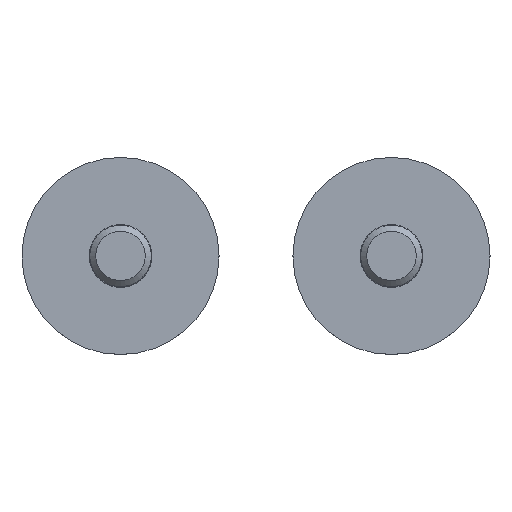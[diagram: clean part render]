
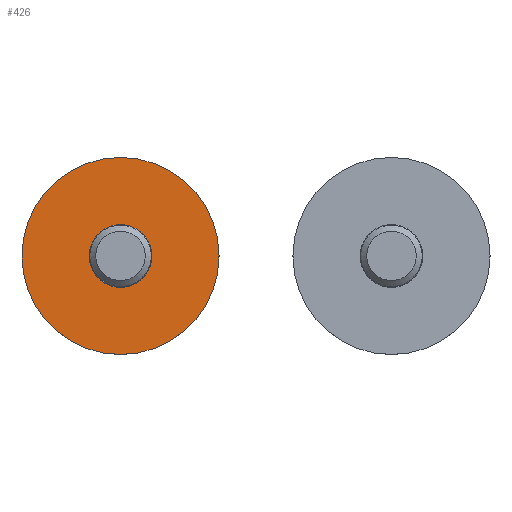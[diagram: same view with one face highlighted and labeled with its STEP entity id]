
A CAD part, top view. The second image highlights one B-rep face of the part: STEP entity #426.
In plain terms, the highlighted planar face has unit normal (0, 0, 1).
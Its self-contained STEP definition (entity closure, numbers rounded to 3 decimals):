
#68=PLANE($,#495);
#88=FACE_BOUND($,#174,.T.);
#122=FACE_OUTER_BOUND($,#173,.T.);
#173=EDGE_LOOP($,(#379));
#174=EDGE_LOOP($,(#380));
#206=CIRCLE($,#490,2.55);
#208=CIRCLE($,#493,8.);
#244=VERTEX_POINT($,#788);
#246=VERTEX_POINT($,#793);
#290=EDGE_CURVE($,#244,#244,#206,.T.);
#292=EDGE_CURVE($,#246,#246,#208,.T.);
#379=ORIENTED_EDGE($,*,*,#292,.T.);
#380=ORIENTED_EDGE($,*,*,#290,.T.);
#426=ADVANCED_FACE($,(#122,#88),#68,.T.);
#490=AXIS2_PLACEMENT_3D($,#789,#614,#615);
#493=AXIS2_PLACEMENT_3D($,#794,#620,#621);
#495=AXIS2_PLACEMENT_3D($,#796,#624,#625);
#614=DIRECTION('center_axis',(0.,0.,-1.));
#615=DIRECTION('ref_axis',(1.,0.,0.));
#620=DIRECTION('center_axis',(0.,0.,1.));
#621=DIRECTION('ref_axis',(1.,0.,0.));
#624=DIRECTION('center_axis',(0.,0.,1.));
#625=DIRECTION('ref_axis',(1.,0.,0.));
#788=CARTESIAN_POINT('',(-8.45,0.,-1.6));
#789=CARTESIAN_POINT('Origin',(-11.,0.,-1.6));
#793=CARTESIAN_POINT('',(-3.,0.,-1.6));
#794=CARTESIAN_POINT('Origin',(-11.,0.,-1.6));
#796=CARTESIAN_POINT('Origin',(-11.,0.,-1.6));
